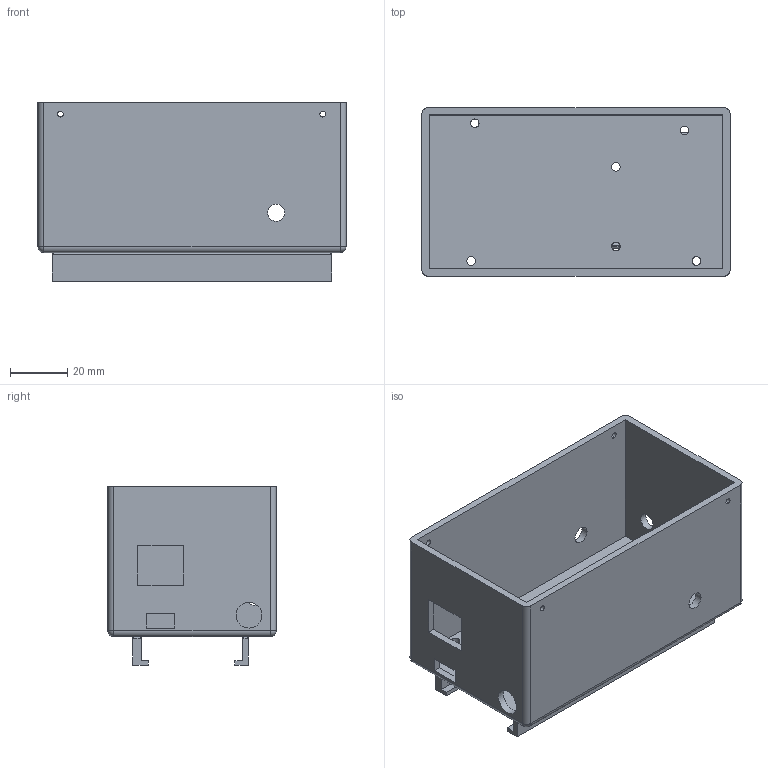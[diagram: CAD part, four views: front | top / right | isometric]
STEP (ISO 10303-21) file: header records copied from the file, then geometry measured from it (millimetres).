
FILE_DESCRIPTION(('Open CASCADE Model'),'2;1');
FILE_NAME('Open CASCADE Shape Model','2026-02-23T17:19:15',('Author'),( 'Open CASCADE'),'Open CASCADE STEP processor 7.8','Open CASCADE 7.8' ,'Unknown');
FILE_SCHEMA(('AUTOMOTIVE_DESIGN { 1 0 10303 214 1 1 1 1 }'));
Length unit declared in the file: millimetre
Products named in the file (1): Open CASCADE STEP translator 7.8 1
Bounding box: 108 x 59 x 62.5 mm (x, y, z)
Volume: 60193.1 mm3; surface area: 50706.2 mm2
Topology: 1 solids, 1 shells, 75 faces, 200 edges, 122 vertices
Faces by surface type: cylinder 37, plane 34, sphere 4
Full cylindrical faces by diameter (mm): 3 x6, 6 x6, 9 x1
Entity records: 5016 total; most frequent: CARTESIAN_POINT 1065, DIRECTION 722, LINE 399, VECTOR 399, ORIENTED_EDGE 392, PCURVE 392, DEFINITIONAL_REPRESENTATION 392, EDGE_CURVE 196
